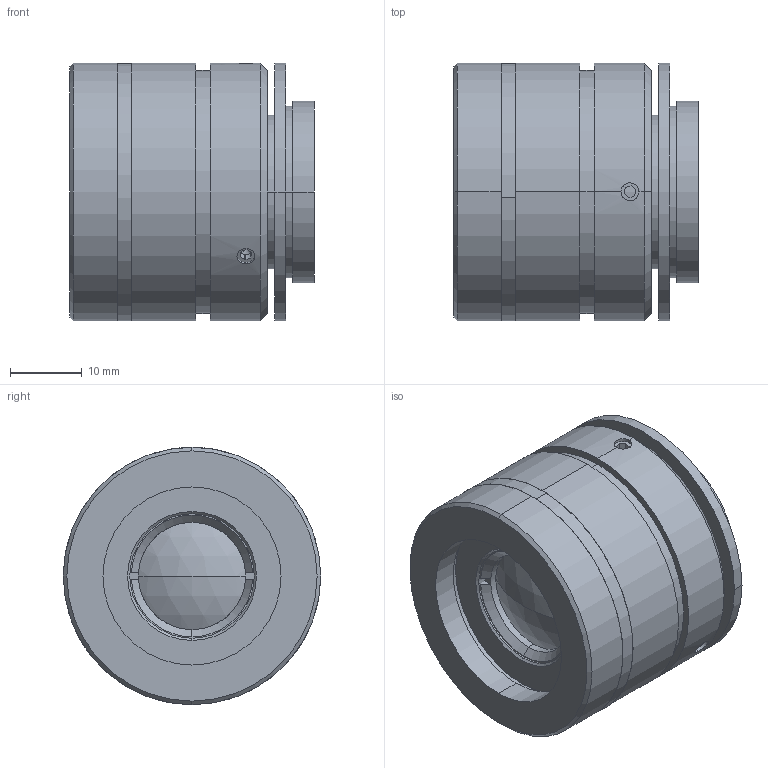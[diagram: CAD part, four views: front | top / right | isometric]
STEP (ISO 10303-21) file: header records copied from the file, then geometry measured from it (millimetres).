
FILE_DESCRIPTION (( 'STEP AP203' ), '1' );
FILE_NAME ('XF-MH02X103-1.1C.STEP', '2024-08-05T02:42:46', ( '' ), ( '' ), 'SwSTEP 2.0', 'SolidWorks 2022', '' );
FILE_SCHEMA (( 'CONFIG_CONTROL_DESIGN' ));
Length unit declared in the file: millimetre
Products named in the file (1): XF-MH02X103-1.1C
Bounding box: 34.16 x 36 x 36 mm (x, y, z)
Surface area: 9509.9 mm2 (no closed solid volume)
Topology: 0 solids, 13 shells, 98 faces, 263 edges, 173 vertices
Faces by surface type: plane 43, cylinder 34, cone 17, sphere 4
Entity records: 3315 total; most frequent: CARTESIAN_POINT 771, DIRECTION 560, ORIENTED_EDGE 430, EDGE_CURVE 259, AXIS2_PLACEMENT_3D 218, VERTEX_POINT 173, LINE 124, VECTOR 124
